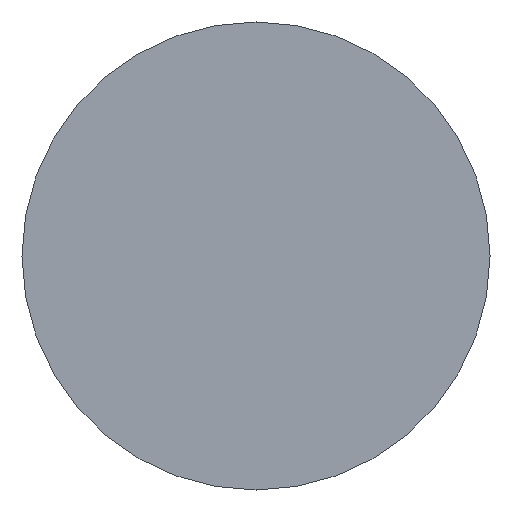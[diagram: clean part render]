
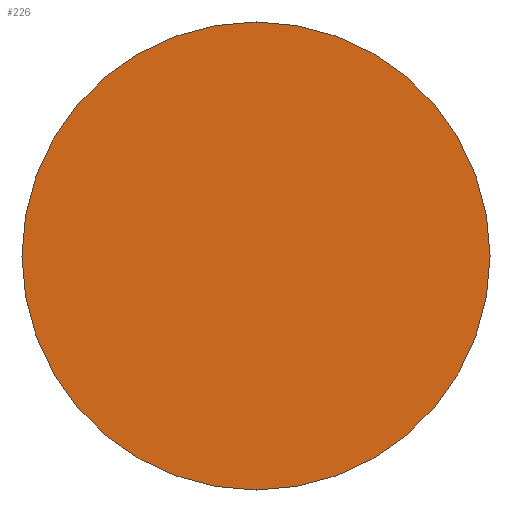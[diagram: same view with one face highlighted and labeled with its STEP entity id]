
A CAD part, front view. The second image highlights one B-rep face of the part: STEP entity #226.
In plain terms, the highlighted planar face has unit normal (0, -1, 0).
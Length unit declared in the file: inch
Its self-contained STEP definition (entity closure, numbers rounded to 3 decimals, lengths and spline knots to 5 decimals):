
#97 = AXIS2_PLACEMENT_3D ( 'NONE', #162, #305, #272 ) ;
#106 = ORIENTED_EDGE ( 'NONE', *, *, #321, .T. ) ;
#108 = PLANE ( 'NONE',  #201 ) ;
#158 = ORIENTED_EDGE ( 'NONE', *, *, #392, .T. ) ;
#162 = CARTESIAN_POINT ( 'NONE',  ( 0., 0., 0. ) ) ;
#168 = CIRCLE ( 'NONE', #428, 0.15625 ) ;
#184 = CARTESIAN_POINT ( 'NONE',  ( 0., 0., 0. ) ) ;
#196 = CARTESIAN_POINT ( 'NONE',  ( 0., 0., -0.15625 ) ) ;
#201 = AXIS2_PLACEMENT_3D ( 'NONE', #459, #246, #461 ) ;
#226 = ADVANCED_FACE ( 'NONE', ( #388 ), #108, .T. ) ;
#246 = DIRECTION ( 'NONE',  ( 0., -1., 0. ) ) ;
#272 = DIRECTION ( 'NONE',  ( 0., 0., -1. ) ) ;
#305 = DIRECTION ( 'NONE',  ( 0., -1., 0. ) ) ;
#309 = CARTESIAN_POINT ( 'NONE',  ( 0., 0., 0.15625 ) ) ;
#321 = EDGE_CURVE ( 'NONE', #458, #432, #168, .T. ) ;
#322 = DIRECTION ( 'NONE',  ( 0., 0., -1. ) ) ;
#358 = CIRCLE ( 'NONE', #97, 0.15625 ) ;
#360 = DIRECTION ( 'NONE',  ( 0., -1., 0. ) ) ;
#388 = FACE_OUTER_BOUND ( 'NONE', #439, .T. ) ;
#392 = EDGE_CURVE ( 'NONE', #432, #458, #358, .T. ) ;
#428 = AXIS2_PLACEMENT_3D ( 'NONE', #184, #360, #322 ) ;
#432 = VERTEX_POINT ( 'NONE', #309 ) ;
#439 = EDGE_LOOP ( 'NONE', ( #106, #158 ) ) ;
#458 = VERTEX_POINT ( 'NONE', #196 ) ;
#459 = CARTESIAN_POINT ( 'NONE',  ( 0., 0., 0. ) ) ;
#461 = DIRECTION ( 'NONE',  ( 0., 0., -1. ) ) ;
